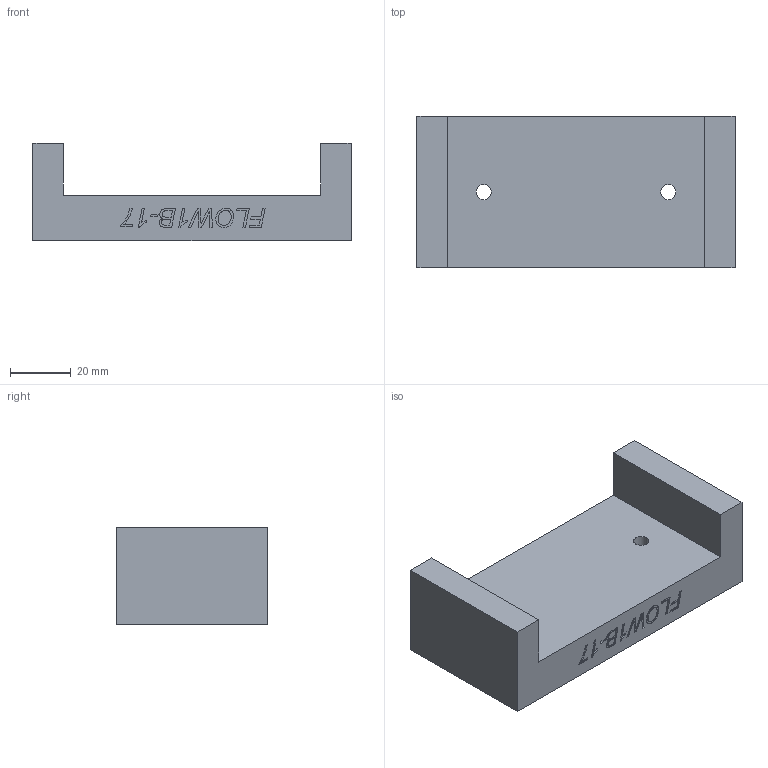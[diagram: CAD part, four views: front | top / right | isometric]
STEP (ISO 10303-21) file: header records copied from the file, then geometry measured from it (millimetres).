
FILE_DESCRIPTION(/* description */ ('Unknown'),/* implementation_level */ '2;1');
FILE_NAME(/* name */ 'flow1B-17U-Basic',/* time_stamp */ '2017-07-10T13:24:39+02:00',/* author */ ('Unknown'),/* organization */ ('Unknown'),/* preprocessor_version */ 'ST-DEVELOPER v16.7',/* originating_system */ 'DEX',/* authorisation */ $);
FILE_SCHEMA (('AUTOMOTIVE_DESIGN {1 0 10303 214 3 1 1}'));
Length unit declared in the file: millimetre
Products named in the file (1): flow1B-17U-Basic
Bounding box: 105 x 50 x 32.1 mm (x, y, z)
Volume: 95069.7 mm3; surface area: 19925.6 mm2
Topology: 1 solids, 1 shells, 93 faces, 237 edges, 158 vertices
Faces by surface type: plane 67, bspline 18, cylinder 6, cone 2
Full cylindrical faces by diameter (mm): 3.242 x4, 5 x2
Entity records: 4150 total; most frequent: CARTESIAN_POINT 1397, ORIENTED_EDGE 442, DIRECTION 347, EDGE_CURVE 221, LINE 175, VECTOR 175, VERTEX_POINT 154, FACE_BOUND 121
